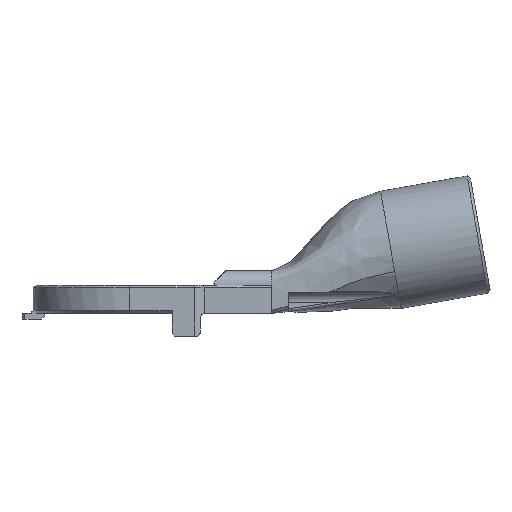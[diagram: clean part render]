
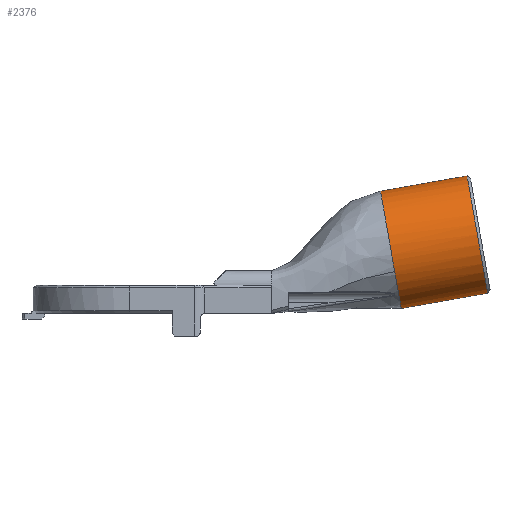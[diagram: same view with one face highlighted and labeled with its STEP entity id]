
A CAD part, left-side view. The second image highlights one B-rep face of the part: STEP entity #2376.
In plain terms, the highlighted cylindrical face has radius 21 mm (diameter 42 mm), a full revolution.
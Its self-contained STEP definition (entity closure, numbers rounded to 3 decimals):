
#32=CYLINDRICAL_SURFACE('',#2572,21.);
#301=LINE('',#4906,#479);
#479=VECTOR('',#3035,21.);
#674=FACE_OUTER_BOUND('',#819,.T.);
#819=EDGE_LOOP('',(#2010,#2011,#2012,#2013,#2014,#2015,#2016,#2017,#2018,
#2019,#2020,#2021));
#926=CIRCLE('',#2559,21.);
#927=CIRCLE('',#2560,21.);
#928=CIRCLE('',#2561,21.);
#929=CIRCLE('',#2562,21.);
#933=CIRCLE('',#2568,21.);
#934=CIRCLE('',#2569,21.);
#936=CIRCLE('',#2573,21.);
#937=CIRCLE('',#2574,21.);
#938=CIRCLE('',#2575,21.);
#939=CIRCLE('',#2576,21.);
#1122=VERTEX_POINT('',#4717);
#1123=VERTEX_POINT('',#4723);
#1124=VERTEX_POINT('',#4725);
#1125=VERTEX_POINT('',#4727);
#1126=VERTEX_POINT('',#4729);
#1143=VERTEX_POINT('',#4896);
#1144=VERTEX_POINT('',#4898);
#1146=VERTEX_POINT('',#4905);
#1147=VERTEX_POINT('',#4907);
#1148=VERTEX_POINT('',#4910);
#1427=EDGE_CURVE('',#1122,#1123,#926,.T.);
#1428=EDGE_CURVE('',#1123,#1124,#927,.T.);
#1429=EDGE_CURVE('',#1124,#1125,#928,.T.);
#1430=EDGE_CURVE('',#1125,#1126,#929,.T.);
#1452=EDGE_CURVE('',#1143,#1144,#933,.T.);
#1453=EDGE_CURVE('',#1144,#1143,#934,.T.);
#1455=EDGE_CURVE('',#1144,#1146,#301,.T.);
#1456=EDGE_CURVE('',#1147,#1146,#936,.T.);
#1457=EDGE_CURVE('',#1126,#1147,#937,.T.);
#1458=EDGE_CURVE('',#1148,#1122,#938,.T.);
#1459=EDGE_CURVE('',#1146,#1148,#939,.T.);
#2010=ORIENTED_EDGE('',*,*,#1452,.F.);
#2011=ORIENTED_EDGE('',*,*,#1453,.F.);
#2012=ORIENTED_EDGE('',*,*,#1455,.T.);
#2013=ORIENTED_EDGE('',*,*,#1456,.F.);
#2014=ORIENTED_EDGE('',*,*,#1457,.F.);
#2015=ORIENTED_EDGE('',*,*,#1430,.F.);
#2016=ORIENTED_EDGE('',*,*,#1429,.F.);
#2017=ORIENTED_EDGE('',*,*,#1428,.F.);
#2018=ORIENTED_EDGE('',*,*,#1427,.F.);
#2019=ORIENTED_EDGE('',*,*,#1458,.F.);
#2020=ORIENTED_EDGE('',*,*,#1459,.F.);
#2021=ORIENTED_EDGE('',*,*,#1455,.F.);
#2376=ADVANCED_FACE('',(#674),#32,.T.);
#2559=AXIS2_PLACEMENT_3D('',#4724,#3003,#3004);
#2560=AXIS2_PLACEMENT_3D('',#4726,#3005,#3006);
#2561=AXIS2_PLACEMENT_3D('',#4728,#3007,#3008);
#2562=AXIS2_PLACEMENT_3D('',#4730,#3009,#3010);
#2568=AXIS2_PLACEMENT_3D('',#4899,#3025,#3026);
#2569=AXIS2_PLACEMENT_3D('',#4900,#3027,#3028);
#2572=AXIS2_PLACEMENT_3D('',#4904,#3033,#3034);
#2573=AXIS2_PLACEMENT_3D('',#4908,#3036,#3037);
#2574=AXIS2_PLACEMENT_3D('',#4909,#3038,#3039);
#2575=AXIS2_PLACEMENT_3D('',#4911,#3040,#3041);
#2576=AXIS2_PLACEMENT_3D('',#4912,#3042,#3043);
#3003=DIRECTION('center_axis',(0.,0.985,-0.174));
#3004=DIRECTION('ref_axis',(-1.,0.,0.));
#3005=DIRECTION('center_axis',(0.,0.985,-0.174));
#3006=DIRECTION('ref_axis',(-1.,0.,0.));
#3007=DIRECTION('center_axis',(0.,0.985,-0.174));
#3008=DIRECTION('ref_axis',(-1.,0.,0.));
#3009=DIRECTION('center_axis',(0.,0.985,-0.174));
#3010=DIRECTION('ref_axis',(-1.,0.,0.));
#3025=DIRECTION('center_axis',(0.,-0.985,0.174));
#3026=DIRECTION('ref_axis',(0.,-0.174,-0.985));
#3027=DIRECTION('center_axis',(0.,-0.985,0.174));
#3028=DIRECTION('ref_axis',(0.,-0.174,-0.985));
#3033=DIRECTION('center_axis',(0.,-0.985,0.174));
#3034=DIRECTION('ref_axis',(0.,0.174,0.985));
#3035=DIRECTION('',(0.,0.985,-0.174));
#3036=DIRECTION('center_axis',(0.,0.985,-0.174));
#3037=DIRECTION('ref_axis',(-1.,0.,0.));
#3038=DIRECTION('center_axis',(0.,0.985,-0.174));
#3039=DIRECTION('ref_axis',(-1.,0.,0.));
#3040=DIRECTION('center_axis',(0.,0.985,-0.174));
#3041=DIRECTION('ref_axis',(-1.,0.,0.));
#3042=DIRECTION('center_axis',(0.,0.985,-0.174));
#3043=DIRECTION('ref_axis',(-1.,0.,0.));
#4717=CARTESIAN_POINT('',(-5.486,-93.572,14.734));
#4723=CARTESIAN_POINT('',(-6.924,-92.522,20.69));
#4724=CARTESIAN_POINT('Origin',(14.,-92.213,22.443));
#4725=CARTESIAN_POINT('',(14.,-88.566,43.124));
#4726=CARTESIAN_POINT('Origin',(14.,-92.213,22.443));
#4727=CARTESIAN_POINT('',(34.924,-92.522,20.69));
#4728=CARTESIAN_POINT('Origin',(14.,-92.213,22.443));
#4729=CARTESIAN_POINT('',(33.486,-93.572,14.734));
#4730=CARTESIAN_POINT('Origin',(14.,-92.213,22.443));
#4896=CARTESIAN_POINT('',(14.,-119.095,48.507));
#4898=CARTESIAN_POINT('',(14.,-126.388,7.145));
#4899=CARTESIAN_POINT('Origin',(14.,-122.742,27.826));
#4900=CARTESIAN_POINT('Origin',(14.,-122.742,27.826));
#4904=CARTESIAN_POINT('Origin',(14.,-107.97,25.222));
#4905=CARTESIAN_POINT('',(14.,-95.859,1.762));
#4906=CARTESIAN_POINT('',(14.,-111.616,4.541));
#4907=CARTESIAN_POINT('',(32.952,-93.784,13.535));
#4908=CARTESIAN_POINT('Origin',(14.,-92.213,22.443));
#4909=CARTESIAN_POINT('Origin',(14.,-92.213,22.443));
#4910=CARTESIAN_POINT('',(-4.952,-93.784,13.535));
#4911=CARTESIAN_POINT('Origin',(14.,-92.213,22.443));
#4912=CARTESIAN_POINT('Origin',(14.,-92.213,22.443));
